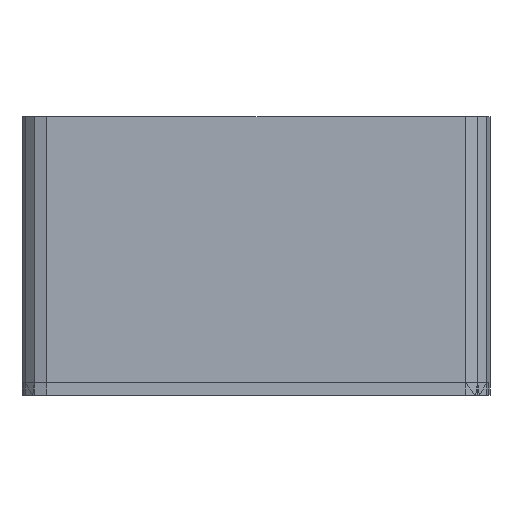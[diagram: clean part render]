
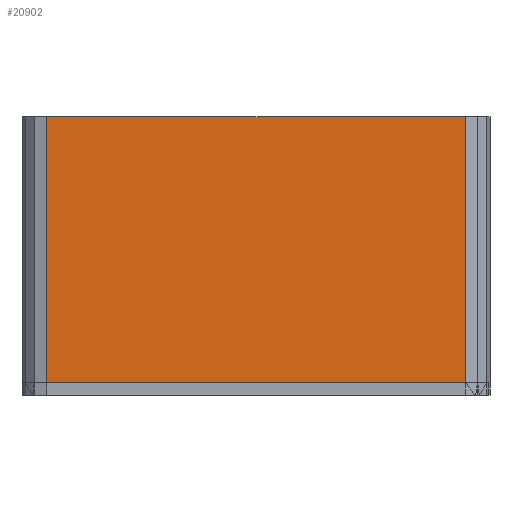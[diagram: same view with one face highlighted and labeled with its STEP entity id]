
A CAD part, front view. The second image highlights one B-rep face of the part: STEP entity #20902.
In plain terms, the highlighted planar face has unit normal (0, -1, 0).
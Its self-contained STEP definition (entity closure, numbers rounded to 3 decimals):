
#13634 = VERTEX_POINT('',#13635);
#13635 = CARTESIAN_POINT('',(85.,-85.,
    5.));
#13641 = EDGE_CURVE('',#13642,#13634,#13644,.T.);
#13642 = VERTEX_POINT('',#13643);
#13643 = CARTESIAN_POINT('',(-85.,-85.,
    5.));
#13644 = LINE('',#13645,#13646);
#13645 = CARTESIAN_POINT('',(-44.075,-85.,
    5.));
#13646 = VECTOR('',#13647,1.);
#13647 = DIRECTION('',(1.,0.,0.));
#14978 = VERTEX_POINT('',#14979);
#14979 = CARTESIAN_POINT('',(-85.,-85.,
    113.));
#14987 = EDGE_CURVE('',#14988,#14978,#14990,.T.);
#14988 = VERTEX_POINT('',#14989);
#14989 = CARTESIAN_POINT('',(85.,-85.,
    113.));
#14990 = LINE('',#14991,#14992);
#14991 = CARTESIAN_POINT('',(85.,-85.,
    113.));
#14992 = VECTOR('',#14993,1.);
#14993 = DIRECTION('',(-1.,0.,0.));
#20891 = EDGE_CURVE('',#14978,#13642,#20892,.T.);
#20892 = LINE('',#20893,#20894);
#20893 = CARTESIAN_POINT('',(-85.,-85.,
    113.));
#20894 = VECTOR('',#20895,1.);
#20895 = DIRECTION('',(0.,0.,-1.));
#20902 = ADVANCED_FACE('',(#20903),#20914,.T.);
#20903 = FACE_BOUND('',#20904,.T.);
#20904 = EDGE_LOOP('',(#20905,#20906,#20912,#20913));
#20905 = ORIENTED_EDGE('',*,*,#13641,.T.);
#20906 = ORIENTED_EDGE('',*,*,#20907,.T.);
#20907 = EDGE_CURVE('',#13634,#14988,#20908,.T.);
#20908 = LINE('',#20909,#20910);
#20909 = CARTESIAN_POINT('',(85.,-85.,
    5.));
#20910 = VECTOR('',#20911,1.);
#20911 = DIRECTION('',(0.,0.,1.));
#20912 = ORIENTED_EDGE('',*,*,#14987,.T.);
#20913 = ORIENTED_EDGE('',*,*,#20891,.T.);
#20914 = PLANE('',#20915);
#20915 = AXIS2_PLACEMENT_3D('',#20916,#20917,#20918);
#20916 = CARTESIAN_POINT('',(0.,-85.,59.));
#20917 = DIRECTION('',(-0.,-1.,-0.));
#20918 = DIRECTION('',(0.,0.,-1.));
